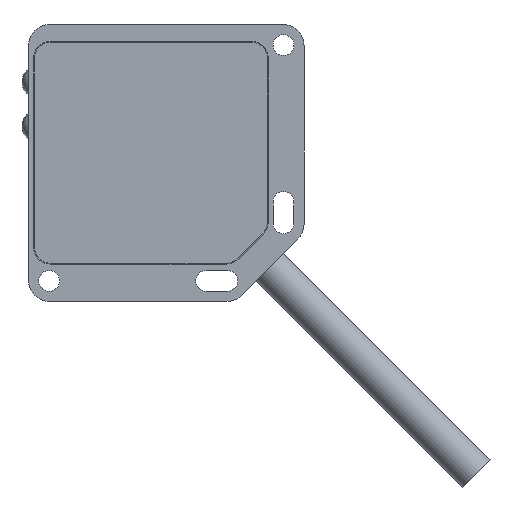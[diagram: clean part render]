
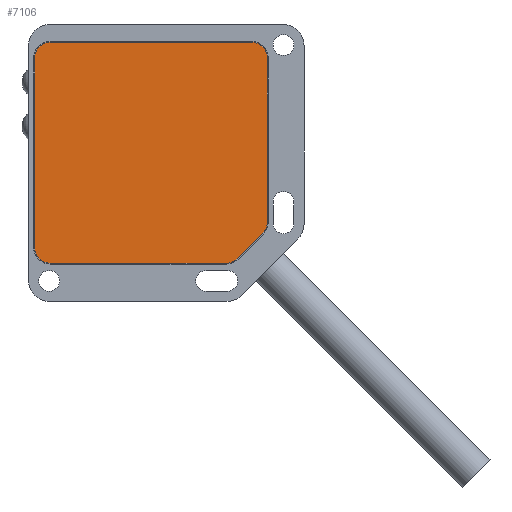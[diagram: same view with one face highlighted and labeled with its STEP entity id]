
A CAD part, left-side view. The second image highlights one B-rep face of the part: STEP entity #7106.
In plain terms, the highlighted face is planar.
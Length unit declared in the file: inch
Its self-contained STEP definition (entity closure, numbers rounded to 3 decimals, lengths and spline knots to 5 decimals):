
#6823=CARTESIAN_POINT('',(0.,-0.98365,0.03));
#6824=DIRECTION('',(0.,0.,-1.));
#6825=DIRECTION('',(1.,0.,0.));
#6826=AXIS2_PLACEMENT_3D('',#6823,#6824,#6825);
#6841=CARTESIAN_POINT('',(-0.15135,-1.135,0.03));
#6842=DIRECTION('',(0.,0.,-1.));
#6843=DIRECTION('',(0.707,-0.707,0.));
#6844=AXIS2_PLACEMENT_3D('',#6841,#6842,#6843);
#6846=DIRECTION('',(1.,0.,0.));
#6847=VECTOR('',#6846,1.05365);
#6848=CARTESIAN_POINT('',(-1.205,-1.23,0.03));
#6849=LINE('',#6848,#6847);
#6850=CARTESIAN_POINT('',(-1.205,-1.135,0.03));
#6851=DIRECTION('',(0.,0.,1.));
#6852=DIRECTION('',(-1.,0.,0.));
#6853=AXIS2_PLACEMENT_3D('',#6850,#6851,#6852);
#6855=DIRECTION('',(0.,-1.,0.));
#6856=VECTOR('',#6855,1.135);
#6857=CARTESIAN_POINT('',(-1.3,0.,0.03));
#6858=LINE('',#6857,#6856);
#6859=CARTESIAN_POINT('',(-1.205,0.,0.03));
#6860=DIRECTION('',(0.,0.,1.));
#6861=DIRECTION('',(0.,1.,0.));
#6862=AXIS2_PLACEMENT_3D('',#6859,#6860,#6861);
#6864=DIRECTION('',(-1.,0.,0.));
#6865=VECTOR('',#6864,1.205);
#6866=CARTESIAN_POINT('',(0.,0.095,0.03));
#6867=LINE('',#6866,#6865);
#6868=CARTESIAN_POINT('',(0.,0.,0.03));
#6869=DIRECTION('',(0.,0.,1.));
#6870=DIRECTION('',(1.,0.,0.));
#6871=AXIS2_PLACEMENT_3D('',#6868,#6869,#6870);
#6873=DIRECTION('',(0.,1.,0.));
#6874=VECTOR('',#6873,0.98365);
#6875=CARTESIAN_POINT('',(0.095,-0.98365,0.03));
#6876=LINE('',#6875,#6874);
#6877=DIRECTION('',(0.707,0.707,0.));
#6878=VECTOR('',#6877,0.21404);
#6879=CARTESIAN_POINT('',(-0.08418,-1.20218,0.03));
#6880=LINE('',#6879,#6878);
#6893=CARTESIAN_POINT('',(0.095,0.,0.03));
#6894=CARTESIAN_POINT('',(0.,0.095,0.03));
#6895=VERTEX_POINT('',#6893);
#6896=VERTEX_POINT('',#6894);
#6897=CARTESIAN_POINT('',(-1.205,0.095,0.03));
#6898=VERTEX_POINT('',#6897);
#6899=CARTESIAN_POINT('',(-1.3,0.,0.03));
#6900=VERTEX_POINT('',#6899);
#6901=CARTESIAN_POINT('',(-1.3,-1.135,0.03));
#6902=VERTEX_POINT('',#6901);
#6903=CARTESIAN_POINT('',(-1.205,-1.23,0.03));
#6904=VERTEX_POINT('',#6903);
#6906=CARTESIAN_POINT('',(0.095,-0.98365,0.03));
#6908=VERTEX_POINT('',#6906);
#6910=CARTESIAN_POINT('',(0.06718,-1.05082,0.03));
#6912=VERTEX_POINT('',#6910);
#6914=CARTESIAN_POINT('',(-0.08418,-1.20218,0.03));
#6916=VERTEX_POINT('',#6914);
#6918=CARTESIAN_POINT('',(-0.15135,-1.23,0.03));
#6920=VERTEX_POINT('',#6918);
#7089=CARTESIAN_POINT('',(0.,0.,0.03));
#7090=DIRECTION('',(0.,0.,1.));
#7091=DIRECTION('',(1.,0.,0.));
#7092=AXIS2_PLACEMENT_3D('',#7089,#7090,#7091);
#7093=PLANE('',#7092);
#7094=ORIENTED_EDGE('',*,*,#6957,.F.);
#7095=ORIENTED_EDGE('',*,*,#6972,.F.);
#7096=ORIENTED_EDGE('',*,*,#6986,.F.);
#7097=ORIENTED_EDGE('',*,*,#7000,.F.);
#7098=ORIENTED_EDGE('',*,*,#7014,.F.);
#7099=ORIENTED_EDGE('',*,*,#7028,.F.);
#7100=ORIENTED_EDGE('',*,*,#7042,.F.);
#7101=ORIENTED_EDGE('',*,*,#7057,.T.);
#7102=ORIENTED_EDGE('',*,*,#7070,.F.);
#7103=ORIENTED_EDGE('',*,*,#7084,.T.);
#7104=EDGE_LOOP('',(#7094,#7095,#7096,#7097,#7098,#7099,#7100,#7101,#7102,
#7103));
#7105=FACE_OUTER_BOUND('',#7104,.F.);
#7106=ADVANCED_FACE('',(#7105),#7093,.T.);
#6827=CIRCLE('',#6826,0.095);
#6845=CIRCLE('',#6844,0.095);
#6854=CIRCLE('',#6853,0.095);
#6863=CIRCLE('',#6862,0.095);
#6872=CIRCLE('',#6871,0.095);
#6957=EDGE_CURVE('',#6904,#6920,#6849,.T.);
#6972=EDGE_CURVE('',#6902,#6904,#6854,.T.);
#6986=EDGE_CURVE('',#6900,#6902,#6858,.T.);
#7000=EDGE_CURVE('',#6898,#6900,#6863,.T.);
#7014=EDGE_CURVE('',#6896,#6898,#6867,.T.);
#7028=EDGE_CURVE('',#6895,#6896,#6872,.T.);
#7042=EDGE_CURVE('',#6908,#6895,#6876,.T.);
#7057=EDGE_CURVE('',#6908,#6912,#6827,.T.);
#7070=EDGE_CURVE('',#6916,#6912,#6880,.T.);
#7084=EDGE_CURVE('',#6916,#6920,#6845,.T.);
